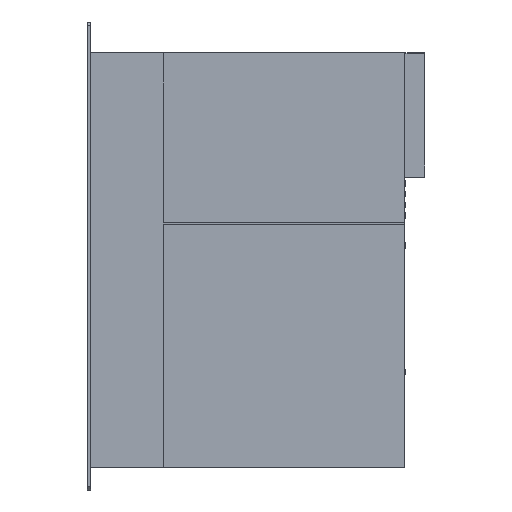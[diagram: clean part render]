
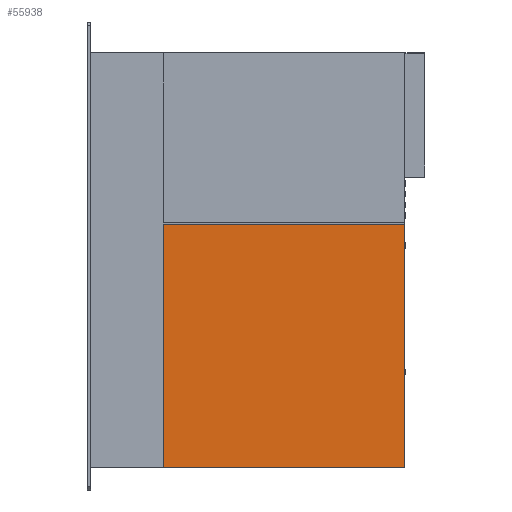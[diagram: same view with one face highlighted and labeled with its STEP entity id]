
A CAD part, front view. The second image highlights one B-rep face of the part: STEP entity #55938.
In plain terms, the highlighted face is planar.
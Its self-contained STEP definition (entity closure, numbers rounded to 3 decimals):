
#9826 = CARTESIAN_POINT ( 'NONE',  ( 0., 136.5, 138. ) ) ;
#11038 = FACE_OUTER_BOUND ( 'NONE', #135903, .T. ) ;
#19344 = LINE ( 'NONE', #56695, #95669 ) ;
#20756 = ORIENTED_EDGE ( 'NONE', *, *, #92521, .F. ) ;
#27449 = CARTESIAN_POINT ( 'NONE',  ( 0., 0., 0. ) ) ;
#27503 = ORIENTED_EDGE ( 'NONE', *, *, #39887, .T. ) ;
#27802 = CARTESIAN_POINT ( 'NONE',  ( 0., 0., 138. ) ) ;
#28065 = CARTESIAN_POINT ( 'NONE',  ( 0., 136.5, 0. ) ) ;
#28986 = VECTOR ( 'NONE', #105311, 1000. ) ;
#35932 = DIRECTION ( 'NONE',  ( -1., 0., 0. ) ) ;
#36678 = LINE ( 'NONE', #110619, #123990 ) ;
#39887 = EDGE_CURVE ( 'NONE', #52302, #161123, #36678, .T. ) ;
#52302 = VERTEX_POINT ( 'NONE', #27802 ) ;
#55938 = ADVANCED_FACE ( 'NONE', ( #11038 ), #161348, .T. ) ;
#56695 = CARTESIAN_POINT ( 'NONE',  ( 0., 0., 138. ) ) ;
#57545 = VERTEX_POINT ( 'NONE', #28065 ) ;
#64524 = ORIENTED_EDGE ( 'NONE', *, *, #80501, .F. ) ;
#70386 = AXIS2_PLACEMENT_3D ( 'NONE', #123986, #35932, #125615 ) ;
#80341 = CARTESIAN_POINT ( 'NONE',  ( 0., 0., 0. ) ) ;
#80501 = EDGE_CURVE ( 'NONE', #52302, #105947, #19344, .T. ) ;
#83706 = VECTOR ( 'NONE', #149305, 1000. ) ;
#86216 = ORIENTED_EDGE ( 'NONE', *, *, #164126, .F. ) ;
#92521 = EDGE_CURVE ( 'NONE', #105947, #57545, #155969, .T. ) ;
#95669 = VECTOR ( 'NONE', #158042, 1000. ) ;
#105311 = DIRECTION ( 'NONE',  ( 0., 1., 0. ) ) ;
#105947 = VERTEX_POINT ( 'NONE', #27449 ) ;
#110619 = CARTESIAN_POINT ( 'NONE',  ( 0., 0., 138. ) ) ;
#113083 = DIRECTION ( 'NONE',  ( 0., 1., 0. ) ) ;
#123593 = LINE ( 'NONE', #9826, #83706 ) ;
#123917 = CARTESIAN_POINT ( 'NONE',  ( 0., 136.5, 138. ) ) ;
#123986 = CARTESIAN_POINT ( 'NONE',  ( 0., 0., 0. ) ) ;
#123990 = VECTOR ( 'NONE', #113083, 1000. ) ;
#125615 = DIRECTION ( 'NONE',  ( 0., 1., 0. ) ) ;
#135903 = EDGE_LOOP ( 'NONE', ( #64524, #27503, #86216, #20756 ) ) ;
#149305 = DIRECTION ( 'NONE',  ( 0., 0., 1. ) ) ;
#155969 = LINE ( 'NONE', #80341, #28986 ) ;
#158042 = DIRECTION ( 'NONE',  ( 0., 0., -1. ) ) ;
#161123 = VERTEX_POINT ( 'NONE', #123917 ) ;
#161348 = PLANE ( 'NONE',  #70386 ) ;
#164126 = EDGE_CURVE ( 'NONE', #57545, #161123, #123593, .T. ) ;
